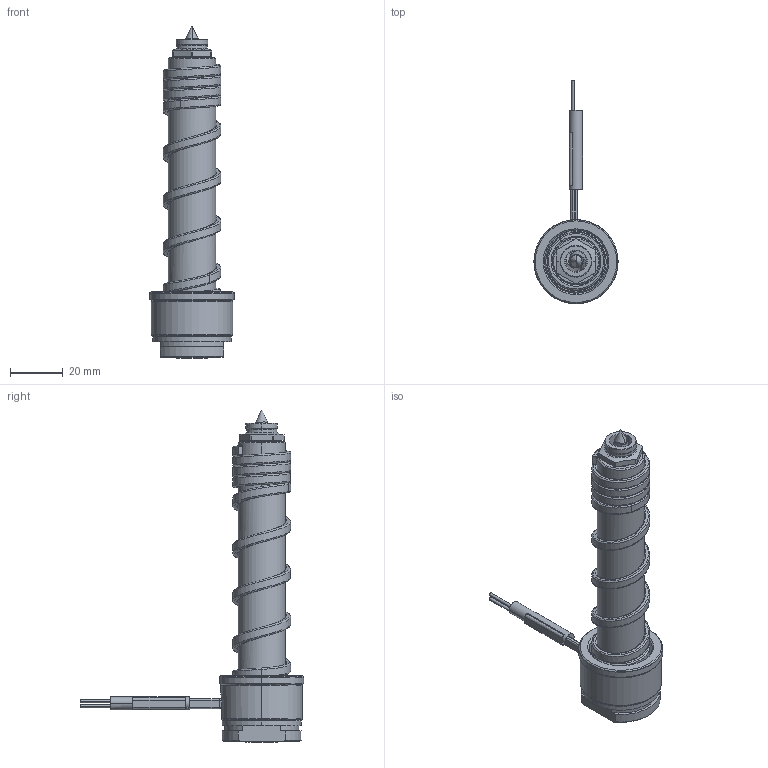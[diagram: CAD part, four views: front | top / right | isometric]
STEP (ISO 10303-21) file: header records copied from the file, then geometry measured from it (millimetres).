
FILE_DESCRIPTION((''),'2;1');
FILE_NAME('SM-126-BKU-N','2014-03-03T',('Íàòàëüÿ'),('IMID'),'PRO/ENGINEER BY PARAMETRIC TECHNOLOGY CORPORATION, 2010180','PRO/ENGINEER BY PARAMETRIC TECHNOLOGY CORPORATION, 2010180','');
FILE_SCHEMA(('CONFIG_CONTROL_DESIGN'));
Length unit declared in the file: millimetre
Products named in the file (1): SM-126-BKU-N
Bounding box: 32 x 85 x 126.2 mm (x, y, z)
Volume: 40718.5 mm3; surface area: 21427.6 mm2
Topology: 1 solids, 10 shells, 338 faces, 886 edges, 533 vertices
Faces by surface type: cylinder 115, bspline 69, cone 60, plane 52, torus 26, revolution 9, extrusion 7
Entity records: 19899 total; most frequent: CARTESIAN_POINT 12048, ORIENTED_EDGE 1732, DIRECTION 1476, EDGE_CURVE 878, AXIS2_PLACEMENT_3D 582, VERTEX_POINT 533, EDGE_LOOP 361, FACE_OUTER_BOUND 338
